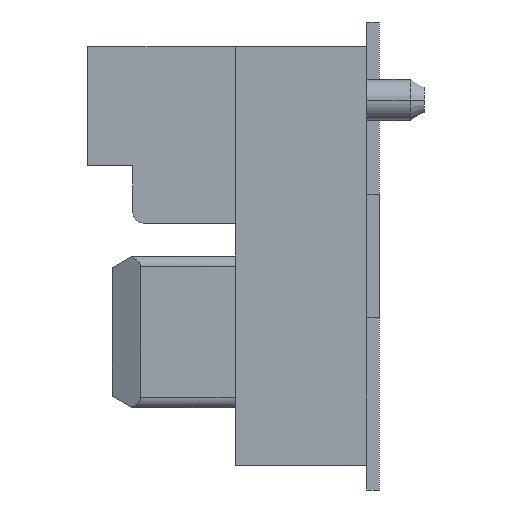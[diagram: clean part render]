
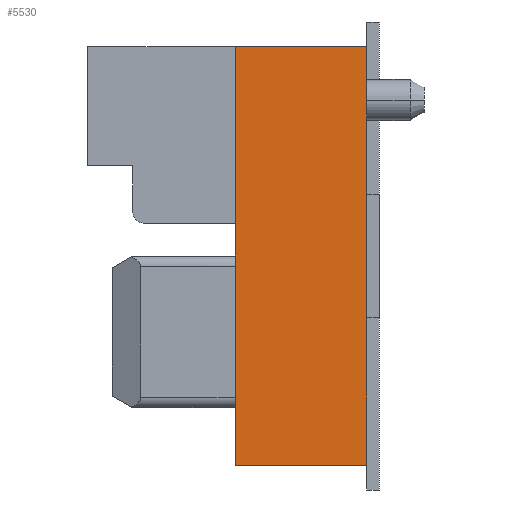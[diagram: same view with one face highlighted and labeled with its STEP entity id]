
A CAD part, left-side view. The second image highlights one B-rep face of the part: STEP entity #5530.
In plain terms, the highlighted planar face has unit normal (-1, 0, 0).
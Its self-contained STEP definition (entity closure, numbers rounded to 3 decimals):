
#159=DIRECTION('',(0.,1.,0.));
#160=VECTOR('',#159,1.6);
#161=CARTESIAN_POINT('',(-5.85,0.,2.55));
#162=LINE('3826',#161,#160);
#1103=DIRECTION('',(0.,0.,-1.));
#1104=VECTOR('',#1103,5.1);
#1105=CARTESIAN_POINT('',(-5.85,1.6,2.55));
#1106=LINE('3831',#1105,#1104);
#1446=DIRECTION('',(0.,0.,1.));
#1447=VECTOR('',#1446,1.5);
#1448=CARTESIAN_POINT('',(-5.85,0.,-0.75));
#1449=LINE('4444',#1448,#1447);
#1450=DIRECTION('',(0.,1.,0.));
#1451=VECTOR('',#1450,1.6);
#1452=CARTESIAN_POINT('',(-5.85,0.,-2.55));
#1453=LINE('3829',#1452,#1451);
#1490=DIRECTION('',(0.,0.,1.));
#1491=VECTOR('',#1490,1.8);
#1492=CARTESIAN_POINT('',(-5.85,0.,0.75));
#1493=LINE('4448',#1492,#1491);
#1506=DIRECTION('',(0.,0.,1.));
#1507=VECTOR('',#1506,1.8);
#1508=CARTESIAN_POINT('',(-5.85,0.,-2.55));
#1509=LINE('4447',#1508,#1507);
#2685=CARTESIAN_POINT('',(-5.85,1.6,2.55));
#2687=VERTEX_POINT('',#2685);
#2699=CARTESIAN_POINT('',(-5.85,0.,2.55));
#2700=VERTEX_POINT('',#2699);
#2705=CARTESIAN_POINT('',(-5.85,0.,-2.55));
#2706=CARTESIAN_POINT('',(-5.85,1.6,-2.55));
#2707=VERTEX_POINT('',#2705);
#2708=VERTEX_POINT('',#2706);
#3463=CARTESIAN_POINT('',(-5.85,0.,-0.75));
#3464=VERTEX_POINT('',#3463);
#3465=CARTESIAN_POINT('',(-5.85,0.,0.75));
#3466=VERTEX_POINT('',#3465);
#5514=CARTESIAN_POINT('',(-5.85,0.,-2.55));
#5515=DIRECTION('',(-1.,0.,0.));
#5516=DIRECTION('',(0.,0.,1.));
#5517=AXIS2_PLACEMENT_3D('',#5514,#5515,#5516);
#5518=PLANE('3579',#5517);
#5520=ORIENTED_EDGE('4444',*,*,#5519,.F.);
#5522=ORIENTED_EDGE('4447',*,*,#5521,.F.);
#5523=ORIENTED_EDGE('3829',*,*,#3780,.T.);
#5524=ORIENTED_EDGE('3831',*,*,#5024,.F.);
#5525=ORIENTED_EDGE('3826',*,*,#3673,.F.);
#5527=ORIENTED_EDGE('4448',*,*,#5526,.F.);
#5528=EDGE_LOOP('3579',(#5520,#5522,#5523,#5524,#5525,#5527));
#5529=FACE_OUTER_BOUND('3579',#5528,.F.);
#5530=ADVANCED_FACE('3579',(#5529),#5518,.T.);
#3673=EDGE_CURVE('3826',#2700,#2687,#162,.T.);
#3780=EDGE_CURVE('3829',#2707,#2708,#1453,.T.);
#5024=EDGE_CURVE('3831',#2687,#2708,#1106,.T.);
#5519=EDGE_CURVE('4444',#3464,#3466,#1449,.T.);
#5521=EDGE_CURVE('4447',#2707,#3464,#1509,.T.);
#5526=EDGE_CURVE('4448',#3466,#2700,#1493,.T.);
